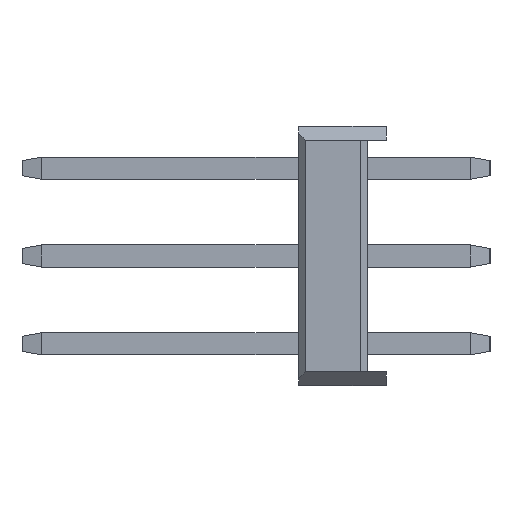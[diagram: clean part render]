
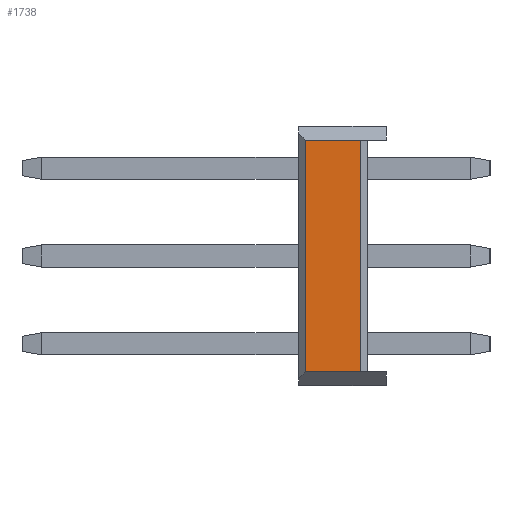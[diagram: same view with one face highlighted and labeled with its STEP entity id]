
A CAD part, left-side view. The second image highlights one B-rep face of the part: STEP entity #1738.
In plain terms, the highlighted planar face has unit normal (-1, 0, 0).
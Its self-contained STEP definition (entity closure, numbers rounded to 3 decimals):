
#92 = EDGE_CURVE ( 'NONE', #17825, #1121, #15553, .T. ) ;
#1121 = VERTEX_POINT ( 'NONE', #4155 ) ;
#1738 = ADVANCED_FACE ( 'NONE', ( #15315 ), #11483, .F. ) ;
#1822 = CARTESIAN_POINT ( 'NONE',  ( -1.27, 2.54, 3.35 ) ) ;
#2372 = CARTESIAN_POINT ( 'NONE',  ( -1.27, 0.74, 3.35 ) ) ;
#2510 = DIRECTION ( 'NONE',  ( 0., 0., -1. ) ) ;
#2763 = ORIENTED_EDGE ( 'NONE', *, *, #92, .F. ) ;
#3231 = ORIENTED_EDGE ( 'NONE', *, *, #6225, .F. ) ;
#4033 = DIRECTION ( 'NONE',  ( 0., 0., -1. ) ) ;
#4155 = CARTESIAN_POINT ( 'NONE',  ( -1.27, 0.74, -3.35 ) ) ;
#4491 = CARTESIAN_POINT ( 'NONE',  ( -1.27, 2.54, -3.35 ) ) ;
#4527 = CARTESIAN_POINT ( 'NONE',  ( -1.27, 2.54, -3.35 ) ) ;
#6225 = EDGE_CURVE ( 'NONE', #9658, #17825, #10839, .T. ) ;
#8004 = LINE ( 'NONE', #4491, #11504 ) ;
#8569 = CARTESIAN_POINT ( 'NONE',  ( -1.27, 2.34, -3.35 ) ) ;
#8742 = EDGE_CURVE ( 'NONE', #9658, #11207, #17584, .T. ) ;
#9658 = VERTEX_POINT ( 'NONE', #15178 ) ;
#9697 = VECTOR ( 'NONE', #4033, 1000. ) ;
#10839 = LINE ( 'NONE', #1822, #18731 ) ;
#11207 = VERTEX_POINT ( 'NONE', #12406 ) ;
#11483 = PLANE ( 'NONE',  #11718 ) ;
#11504 = VECTOR ( 'NONE', #17937, 1000. ) ;
#11718 = AXIS2_PLACEMENT_3D ( 'NONE', #4527, #17961, #13189 ) ;
#11965 = CARTESIAN_POINT ( 'NONE',  ( -1.27, 0.74, 3.35 ) ) ;
#12275 = EDGE_CURVE ( 'NONE', #11207, #1121, #8004, .T. ) ;
#12304 = DIRECTION ( 'NONE',  ( 0., -1., 0. ) ) ;
#12406 = CARTESIAN_POINT ( 'NONE',  ( -1.27, 2.34, -3.35 ) ) ;
#13189 = DIRECTION ( 'NONE',  ( 0., 0., -1. ) ) ;
#14687 = ORIENTED_EDGE ( 'NONE', *, *, #12275, .T. ) ;
#15178 = CARTESIAN_POINT ( 'NONE',  ( -1.27, 2.34, 3.35 ) ) ;
#15315 = FACE_OUTER_BOUND ( 'NONE', #15581, .T. ) ;
#15553 = LINE ( 'NONE', #2372, #16022 ) ;
#15581 = EDGE_LOOP ( 'NONE', ( #3231, #18619, #14687, #2763 ) ) ;
#16022 = VECTOR ( 'NONE', #2510, 1000. ) ;
#17584 = LINE ( 'NONE', #8569, #9697 ) ;
#17825 = VERTEX_POINT ( 'NONE', #11965 ) ;
#17937 = DIRECTION ( 'NONE',  ( 0., -1., 0. ) ) ;
#17961 = DIRECTION ( 'NONE',  ( 1., 0., 0. ) ) ;
#18619 = ORIENTED_EDGE ( 'NONE', *, *, #8742, .T. ) ;
#18731 = VECTOR ( 'NONE', #12304, 1000. ) ;
